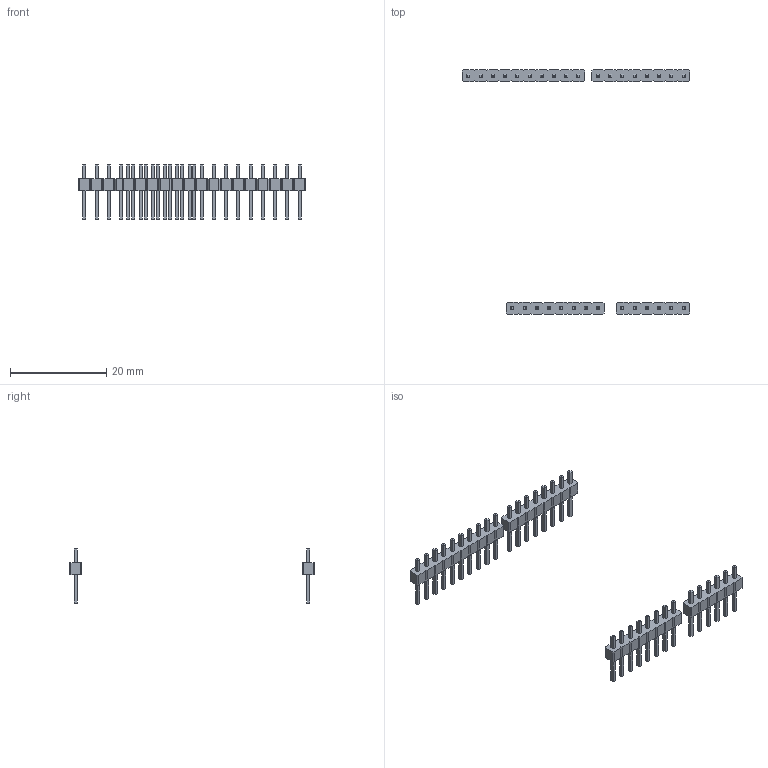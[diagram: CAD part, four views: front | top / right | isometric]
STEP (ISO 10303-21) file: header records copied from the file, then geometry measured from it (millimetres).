
FILE_DESCRIPTION(('FreeCAD Model'),'2;1');
FILE_NAME('Open CASCADE Shape Model','2023-02-06T14:29:54',( 'kicad StepUp'),('ksu MCAD'),'Open CASCADE STEP processor 7.6', 'FreeCAD','Unknown');
FILE_SCHEMA(('AUTOMOTIVE_DESIGN { 1 0 10303 214 1 1 1 1 }'));
Length unit declared in the file: millimetre
Products named in the file (1): ARDUINO_UNO_R3_PIN_HEADER
Bounding box: 47.24 x 50.8 x 11.54 mm (x, y, z)
Volume: 630.1 mm3; surface area: 1612.3 mm2
Topology: 4 solids, 4 shells, 784 faces, 1880 edges, 1168 vertices
Faces by surface type: plane 784
Entity records: 27449 total; most frequent: CARTESIAN_POINT 3833, ORIENTED_EDGE 3760, DIRECTION 3450, EDGE_CURVE 1880, LINE 1880, VECTOR 1880, VERTEX_POINT 1168, FACE_BOUND 848
